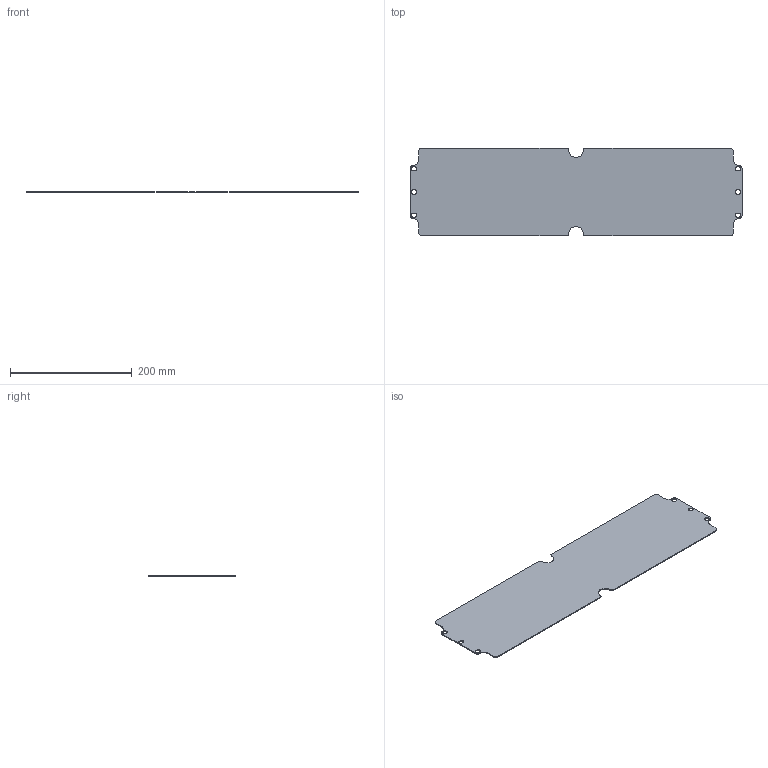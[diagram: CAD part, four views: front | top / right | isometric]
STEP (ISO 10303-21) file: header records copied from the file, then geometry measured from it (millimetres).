
FILE_DESCRIPTION(('CATIA V5 STEP Exchange','CAx-IF Rec.Pracs.--- Model Styling and Organization---1.4--- 2014-01-23'),'2;1');
FILE_NAME ('D1464917_1_9510710000_9510710000.stp','2022-06-07T10:19:50+00:00',('none'),('Weidmueller'),'CATIA Version 5-6 Release 2016 SP3 HF44','CATIA V5 STEP AP214','none');
FILE_SCHEMA(('AUTOMOTIVE_DESIGN { 1 0 10303 214 1 1 1 1 }'));
Length unit declared in the file: millimetre
Products named in the file (1): 9510710000_POK_MOPL_1656
Bounding box: 545 x 143 x 1.5 mm (x, y, z)
Volume: 113193.9 mm3; surface area: 153218 mm2
Topology: 1 solids, 1 shells, 54 faces, 156 edges, 104 vertices
Faces by surface type: cylinder 30, plane 24
Entity records: 1978 total; most frequent: CARTESIAN_POINT 563, ORIENTED_EDGE 312, DIRECTION 236, EDGE_CURVE 156, VERTEX_POINT 104, VECTOR 96, LINE 96, AXIS2_PLACEMENT_3D 87
